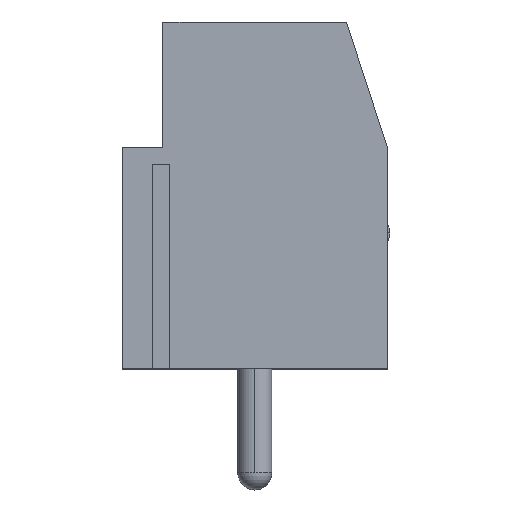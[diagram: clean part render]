
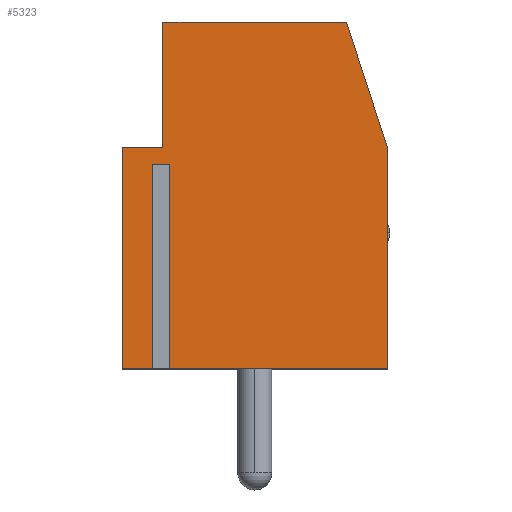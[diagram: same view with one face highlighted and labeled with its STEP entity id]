
A CAD part, top view. The second image highlights one B-rep face of the part: STEP entity #5323.
In plain terms, the highlighted planar face has unit normal (0, 0, 1).
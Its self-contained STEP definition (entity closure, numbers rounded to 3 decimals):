
#84 = ORIENTED_EDGE ( 'NONE', *, *, #5131, .T. ) ;
#157 = DIRECTION ( 'NONE',  ( -0.309, 0.951, 0. ) ) ;
#183 = EDGE_CURVE ( 'NONE', #3537, #568, #2937, .T. ) ;
#222 = EDGE_CURVE ( 'NONE', #3715, #1597, #481, .T. ) ;
#350 = CARTESIAN_POINT ( 'NONE',  ( 0., -5.1, 0. ) ) ;
#359 = DIRECTION ( 'NONE',  ( -1., 0., 0. ) ) ;
#481 = LINE ( 'NONE', #4309, #2662 ) ;
#568 = VERTEX_POINT ( 'NONE', #3032 ) ;
#639 = VERTEX_POINT ( 'NONE', #5531 ) ;
#743 = CARTESIAN_POINT ( 'NONE',  ( -3.9, -5.1, 0. ) ) ;
#790 = ORIENTED_EDGE ( 'NONE', *, *, #1664, .T. ) ;
#810 = LINE ( 'NONE', #350, #1695 ) ;
#939 = VECTOR ( 'NONE', #4617, 1000. ) ;
#942 = CARTESIAN_POINT ( 'NONE',  ( 0., -5.1, 0. ) ) ;
#962 = VERTEX_POINT ( 'NONE', #5473 ) ;
#1038 = CARTESIAN_POINT ( 'NONE',  ( -2.61, -5.1, 0. ) ) ;
#1249 = ORIENTED_EDGE ( 'NONE', *, *, #2665, .F. ) ;
#1434 = VERTEX_POINT ( 'NONE', #5329 ) ;
#1524 = VERTEX_POINT ( 'NONE', #4596 ) ;
#1550 = ORIENTED_EDGE ( 'NONE', *, *, #3044, .F. ) ;
#1597 = VERTEX_POINT ( 'NONE', #2262 ) ;
#1602 = DIRECTION ( 'NONE',  ( 0., 1., 0. ) ) ;
#1632 = DIRECTION ( 'NONE',  ( 1., 0., 0. ) ) ;
#1664 = EDGE_CURVE ( 'NONE', #3537, #4889, #3055, .T. ) ;
#1670 = CARTESIAN_POINT ( 'NONE',  ( 2.7, 5.1, 0. ) ) ;
#1695 = VECTOR ( 'NONE', #1632, 1000. ) ;
#1701 = DIRECTION ( 'NONE',  ( 0., -1., 0. ) ) ;
#1864 = CARTESIAN_POINT ( 'NONE',  ( -3.9, 0., 0. ) ) ;
#1983 = LINE ( 'NONE', #5512, #939 ) ;
#1985 = VECTOR ( 'NONE', #2802, 1000. ) ;
#2104 = DIRECTION ( 'NONE',  ( 0., -1., 0. ) ) ;
#2179 = VECTOR ( 'NONE', #1602, 1000. ) ;
#2236 = VECTOR ( 'NONE', #3627, 1000. ) ;
#2262 = CARTESIAN_POINT ( 'NONE',  ( -2.7, 1.4, 0. ) ) ;
#2381 = DIRECTION ( 'NONE',  ( 0., 0., 1. ) ) ;
#2471 = CARTESIAN_POINT ( 'NONE',  ( -2.61, -9.1, 0. ) ) ;
#2497 = VERTEX_POINT ( 'NONE', #1038 ) ;
#2526 = LINE ( 'NONE', #942, #4715 ) ;
#2550 = CARTESIAN_POINT ( 'NONE',  ( 3.9, 0., 0. ) ) ;
#2585 = EDGE_CURVE ( 'NONE', #962, #639, #1983, .T. ) ;
#2662 = VECTOR ( 'NONE', #1701, 1000. ) ;
#2665 = EDGE_CURVE ( 'NONE', #2497, #1434, #3333, .T. ) ;
#2796 = PLANE ( 'NONE',  #5675 ) ;
#2802 = DIRECTION ( 'NONE',  ( -1., 0., 0. ) ) ;
#2858 = ORIENTED_EDGE ( 'NONE', *, *, #4842, .T. ) ;
#2868 = LINE ( 'NONE', #5156, #5073 ) ;
#2937 = LINE ( 'NONE', #2550, #5138 ) ;
#3032 = CARTESIAN_POINT ( 'NONE',  ( 3.9, -5.1, 0. ) ) ;
#3044 = EDGE_CURVE ( 'NONE', #1434, #639, #2868, .T. ) ;
#3055 = LINE ( 'NONE', #3364, #5423 ) ;
#3142 = DIRECTION ( 'NONE',  ( 0., -1., 0. ) ) ;
#3143 = CARTESIAN_POINT ( 'NONE',  ( -2.7, 5.1, 0. ) ) ;
#3225 = ORIENTED_EDGE ( 'NONE', *, *, #2585, .T. ) ;
#3333 = LINE ( 'NONE', #2471, #2179 ) ;
#3364 = CARTESIAN_POINT ( 'NONE',  ( 3.94, 1.278, 0. ) ) ;
#3393 = LINE ( 'NONE', #5399, #2236 ) ;
#3537 = VERTEX_POINT ( 'NONE', #5127 ) ;
#3627 = DIRECTION ( 'NONE',  ( 1., 0., 0. ) ) ;
#3715 = VERTEX_POINT ( 'NONE', #3143 ) ;
#3926 = EDGE_LOOP ( 'NONE', ( #2858, #3225, #1550, #1249, #4740, #4702, #790, #4412, #4665, #5013, #84 ) ) ;
#4309 = CARTESIAN_POINT ( 'NONE',  ( -2.7, 0., 0. ) ) ;
#4412 = ORIENTED_EDGE ( 'NONE', *, *, #5261, .F. ) ;
#4434 = FACE_OUTER_BOUND ( 'NONE', #3926, .T. ) ;
#4568 = CARTESIAN_POINT ( 'NONE',  ( 0., 0., 0. ) ) ;
#4596 = CARTESIAN_POINT ( 'NONE',  ( -3.9, 1.4, 0. ) ) ;
#4617 = DIRECTION ( 'NONE',  ( 0., 1., 0. ) ) ;
#4644 = EDGE_CURVE ( 'NONE', #2497, #568, #2526, .T. ) ;
#4665 = ORIENTED_EDGE ( 'NONE', *, *, #222, .T. ) ;
#4702 = ORIENTED_EDGE ( 'NONE', *, *, #183, .F. ) ;
#4715 = VECTOR ( 'NONE', #4894, 1000. ) ;
#4740 = ORIENTED_EDGE ( 'NONE', *, *, #4644, .T. ) ;
#4749 = EDGE_CURVE ( 'NONE', #1597, #1524, #5489, .T. ) ;
#4818 = VERTEX_POINT ( 'NONE', #743 ) ;
#4842 = EDGE_CURVE ( 'NONE', #4818, #962, #810, .T. ) ;
#4889 = VERTEX_POINT ( 'NONE', #1670 ) ;
#4894 = DIRECTION ( 'NONE',  ( 1., 0., 0. ) ) ;
#4975 = CARTESIAN_POINT ( 'NONE',  ( 0., 1.4, 0. ) ) ;
#4996 = VECTOR ( 'NONE', #3142, 1000. ) ;
#5013 = ORIENTED_EDGE ( 'NONE', *, *, #4749, .T. ) ;
#5073 = VECTOR ( 'NONE', #359, 1000. ) ;
#5127 = CARTESIAN_POINT ( 'NONE',  ( 3.9, 1.4, 0. ) ) ;
#5129 = LINE ( 'NONE', #1864, #4996 ) ;
#5131 = EDGE_CURVE ( 'NONE', #1524, #4818, #5129, .T. ) ;
#5138 = VECTOR ( 'NONE', #2104, 1000. ) ;
#5156 = CARTESIAN_POINT ( 'NONE',  ( -3., 0.9, 0. ) ) ;
#5261 = EDGE_CURVE ( 'NONE', #3715, #4889, #3393, .T. ) ;
#5323 = ADVANCED_FACE ( 'NONE', ( #4434 ), #2796, .T. ) ;
#5329 = CARTESIAN_POINT ( 'NONE',  ( -2.61, 0.9, 0. ) ) ;
#5399 = CARTESIAN_POINT ( 'NONE',  ( 0., 5.1, 0. ) ) ;
#5423 = VECTOR ( 'NONE', #157, 1000. ) ;
#5460 = DIRECTION ( 'NONE',  ( 1., 0., 0. ) ) ;
#5473 = CARTESIAN_POINT ( 'NONE',  ( -2.89, -5.1, 0. ) ) ;
#5489 = LINE ( 'NONE', #4975, #1985 ) ;
#5512 = CARTESIAN_POINT ( 'NONE',  ( -2.89, -9.1, 0. ) ) ;
#5531 = CARTESIAN_POINT ( 'NONE',  ( -2.89, 0.9, 0. ) ) ;
#5675 = AXIS2_PLACEMENT_3D ( 'NONE', #4568, #2381, #5460 ) ;
